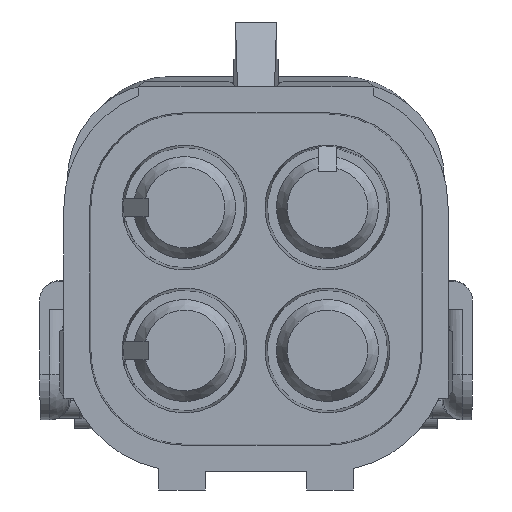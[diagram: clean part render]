
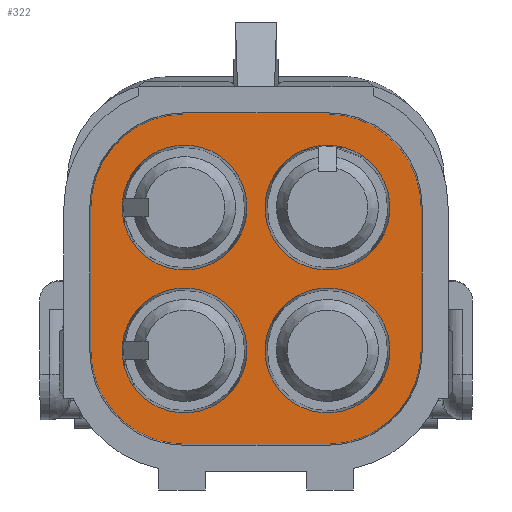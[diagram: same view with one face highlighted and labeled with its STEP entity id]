
A CAD part, front view. The second image highlights one B-rep face of the part: STEP entity #322.
In plain terms, the highlighted planar face has unit normal (0, -1, 0).
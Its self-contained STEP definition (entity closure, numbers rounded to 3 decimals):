
#76=FACE_BOUND('',#789,.T.);
#77=FACE_BOUND('',#790,.T.);
#78=FACE_BOUND('',#791,.T.);
#79=FACE_BOUND('',#792,.T.);
#80=FACE_BOUND('',#793,.T.);
#108=PLANE('',#4189);
#322=ADVANCED_FACE('',(#76,#77,#78,#79,#80),#108,.F.);
#789=EDGE_LOOP('',(#1318));
#790=EDGE_LOOP('',(#1319));
#791=EDGE_LOOP('',(#1320,#1321,#1322,#1323,#1324,#1325,#1326,#1327));
#792=EDGE_LOOP('',(#1328));
#793=EDGE_LOOP('',(#1329));
#994=CIRCLE('',#4157,3.368);
#998=CIRCLE('',#4166,3.368);
#1002=CIRCLE('',#4175,3.368);
#1006=CIRCLE('',#4184,3.368);
#1070=ELLIPSE('',#4185,5.05,5.05);
#1071=ELLIPSE('',#4186,5.05,5.05);
#1072=ELLIPSE('',#4187,5.05,5.05);
#1073=ELLIPSE('',#4188,5.05,5.05);
#1318=ORIENTED_EDGE('',*,*,#2903,.F.);
#1319=ORIENTED_EDGE('',*,*,#2889,.F.);
#1320=ORIENTED_EDGE('',*,*,#2904,.T.);
#1321=ORIENTED_EDGE('',*,*,#2905,.T.);
#1322=ORIENTED_EDGE('',*,*,#2906,.F.);
#1323=ORIENTED_EDGE('',*,*,#2907,.F.);
#1324=ORIENTED_EDGE('',*,*,#2908,.F.);
#1325=ORIENTED_EDGE('',*,*,#2909,.T.);
#1326=ORIENTED_EDGE('',*,*,#2910,.T.);
#1327=ORIENTED_EDGE('',*,*,#2911,.T.);
#1328=ORIENTED_EDGE('',*,*,#2875,.F.);
#1329=ORIENTED_EDGE('',*,*,#2861,.F.);
#2444=VERTEX_POINT('',#5860);
#2455=VERTEX_POINT('',#5919);
#2466=VERTEX_POINT('',#5978);
#2477=VERTEX_POINT('',#6037);
#2478=VERTEX_POINT('',#6039);
#2479=VERTEX_POINT('',#6040);
#2480=VERTEX_POINT('',#6042);
#2481=VERTEX_POINT('',#6044);
#2482=VERTEX_POINT('',#6046);
#2483=VERTEX_POINT('',#6048);
#2484=VERTEX_POINT('',#6050);
#2485=VERTEX_POINT('',#6052);
#2861=EDGE_CURVE('',#2444,#2444,#994,.T.);
#2875=EDGE_CURVE('',#2455,#2455,#998,.T.);
#2889=EDGE_CURVE('',#2466,#2466,#1002,.T.);
#2903=EDGE_CURVE('',#2477,#2477,#1006,.T.);
#2904=EDGE_CURVE('',#2478,#2479,#1070,.T.);
#2905=EDGE_CURVE('',#2479,#2480,#3433,.T.);
#2906=EDGE_CURVE('',#2481,#2480,#1071,.T.);
#2907=EDGE_CURVE('',#2482,#2481,#3434,.T.);
#2908=EDGE_CURVE('',#2483,#2482,#1072,.T.);
#2909=EDGE_CURVE('',#2483,#2484,#3435,.T.);
#2910=EDGE_CURVE('',#2484,#2485,#1073,.T.);
#2911=EDGE_CURVE('',#2485,#2478,#3436,.T.);
#3433=LINE('',#6041,#3803);
#3434=LINE('',#6045,#3804);
#3435=LINE('',#6049,#3805);
#3436=LINE('',#6053,#3806);
#3803=VECTOR('',#4731,1.);
#3804=VECTOR('',#4734,1.);
#3805=VECTOR('',#4737,1.);
#3806=VECTOR('',#4740,1.);
#4157=AXIS2_PLACEMENT_3D('',#5859,#4658,#4659);
#4166=AXIS2_PLACEMENT_3D('',#5918,#4681,#4682);
#4175=AXIS2_PLACEMENT_3D('',#5977,#4704,#4705);
#4184=AXIS2_PLACEMENT_3D('',#6036,#4727,#4728);
#4185=AXIS2_PLACEMENT_3D('',#6038,#4729,#4730);
#4186=AXIS2_PLACEMENT_3D('',#6043,#4732,#4733);
#4187=AXIS2_PLACEMENT_3D('',#6047,#4735,#4736);
#4188=AXIS2_PLACEMENT_3D('',#6051,#4738,#4739);
#4189=AXIS2_PLACEMENT_3D('',#6054,#4741,#4742);
#4658=DIRECTION('',(0.,-1.,0.));
#4659=DIRECTION('',(0.707,0.,-0.707));
#4681=DIRECTION('',(0.,-1.,0.));
#4682=DIRECTION('',(0.707,0.,-0.707));
#4704=DIRECTION('',(0.,-1.,0.));
#4705=DIRECTION('',(0.707,0.,-0.707));
#4727=DIRECTION('',(0.,-1.,0.));
#4728=DIRECTION('',(0.707,0.,-0.707));
#4729=DIRECTION('',(0.,-1.,0.));
#4730=DIRECTION('',(0.707,0.,-0.707));
#4731=DIRECTION('',(0.,0.,1.));
#4732=DIRECTION('',(0.,1.,0.));
#4733=DIRECTION('',(-0.707,0.,-0.707));
#4734=DIRECTION('',(1.,0.,0.));
#4735=DIRECTION('',(0.,1.,0.));
#4736=DIRECTION('',(-0.707,0.,0.707));
#4737=DIRECTION('',(0.,0.,-1.));
#4738=DIRECTION('',(0.,-1.,0.));
#4739=DIRECTION('',(0.707,0.,0.707));
#4740=DIRECTION('',(1.,0.,0.));
#4741=DIRECTION('',(0.,1.,0.));
#4742=DIRECTION('',(0.,0.,1.));
#5859=CARTESIAN_POINT('',(6.5,6.,6.5));
#5860=CARTESIAN_POINT('',(8.881,6.,4.119));
#5918=CARTESIAN_POINT('',(14.2,6.,14.2));
#5919=CARTESIAN_POINT('',(16.581,6.,11.819));
#5977=CARTESIAN_POINT('',(6.5,6.,14.2));
#5978=CARTESIAN_POINT('',(8.881,6.,11.819));
#6036=CARTESIAN_POINT('',(14.2,6.,6.5));
#6037=CARTESIAN_POINT('',(16.581,6.,4.119));
#6038=CARTESIAN_POINT('',(14.2,6.,6.5));
#6039=CARTESIAN_POINT('',(14.2,6.,1.45));
#6040=CARTESIAN_POINT('',(19.25,6.,6.5));
#6041=CARTESIAN_POINT('',(19.25,6.,1.45));
#6042=CARTESIAN_POINT('',(19.25,6.,14.2));
#6043=CARTESIAN_POINT('',(14.2,6.,14.2));
#6044=CARTESIAN_POINT('',(14.2,6.,19.25));
#6045=CARTESIAN_POINT('',(10.35,6.,19.25));
#6046=CARTESIAN_POINT('',(6.5,6.,19.25));
#6047=CARTESIAN_POINT('',(6.5,6.,14.2));
#6048=CARTESIAN_POINT('',(1.45,6.,14.2));
#6049=CARTESIAN_POINT('',(1.45,6.,1.45));
#6050=CARTESIAN_POINT('',(1.45,6.,6.5));
#6051=CARTESIAN_POINT('',(6.5,6.,6.5));
#6052=CARTESIAN_POINT('',(6.5,6.,1.45));
#6053=CARTESIAN_POINT('',(10.35,6.,1.45));
#6054=CARTESIAN_POINT('',(10.35,6.,1.45));
